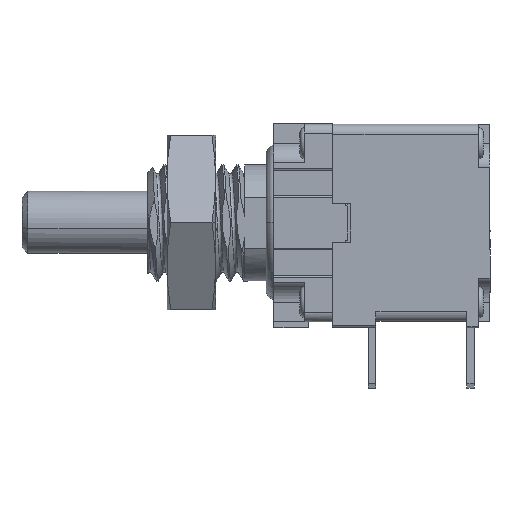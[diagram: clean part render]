
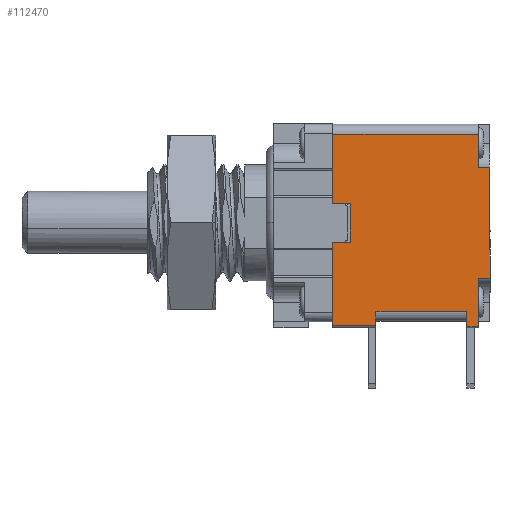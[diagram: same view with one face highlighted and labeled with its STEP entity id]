
A CAD part, left-side view. The second image highlights one B-rep face of the part: STEP entity #112470.
In plain terms, the highlighted face is planar.
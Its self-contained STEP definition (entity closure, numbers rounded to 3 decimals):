
#78510=CARTESIAN_POINT('',(10.16,9.66,-3.05));
#78520=VERTEX_POINT('',#78510);
#78550=CARTESIAN_POINT('',(10.16,0.,-3.05));
#78560=DIRECTION('',(0.,-1.,0.));
#78570=VECTOR('',#78560,1.);
#78580=LINE('',#78550,#78570);
#78590=CARTESIAN_POINT('',(10.16,7.88,-3.05));
#78600=VERTEX_POINT('',#78590);
#78610=EDGE_CURVE('',#78520,#78600,#78580,.T.);
#84450=CARTESIAN_POINT('',(10.16,0.34,-3.05));
#84460=VERTEX_POINT('',#84450);
#84610=CARTESIAN_POINT('',(10.16,2.28,-3.05));
#84620=VERTEX_POINT('',#84610);
#84650=EDGE_CURVE('',#84620,#84460,#78580,.T.);
#84850=CARTESIAN_POINT('',(10.16,4.08,-3.05));
#84860=VERTEX_POINT('',#84850);
#84890=CARTESIAN_POINT('',(10.16,3.78,-3.05));
#84900=VERTEX_POINT('',#84890);
#84910=EDGE_CURVE('',#84860,#84900,#78580,.T.);
#85410=CARTESIAN_POINT('',(10.16,6.38,-3.05));
#85420=VERTEX_POINT('',#85410);
#85450=CARTESIAN_POINT('',(10.16,6.08,-3.05));
#85460=VERTEX_POINT('',#85450);
#85470=EDGE_CURVE('',#85420,#85460,#78580,.T.);
#109310=CARTESIAN_POINT('',(10.16,6.08,-3.95));
#109320=VERTEX_POINT('',#109310);
#109370=CARTESIAN_POINT('',(10.16,0.,-3.95));
#109380=DIRECTION('',(0.,1.,0.));
#109390=VECTOR('',#109380,1.);
#109400=LINE('',#109370,#109390);
#109410=CARTESIAN_POINT('',(10.16,4.08,-3.95));
#109420=VERTEX_POINT('',#109410);
#109430=EDGE_CURVE('',#109420,#109320,#109400,.T.);
#109680=CARTESIAN_POINT('',(10.16,6.08,-3.05));
#109690=DIRECTION('',(0.,0.,1.));
#109700=VECTOR('',#109690,1.);
#109710=LINE('',#109680,#109700);
#109720=EDGE_CURVE('',#109320,#85460,#109710,.T.);
#111100=CARTESIAN_POINT('',(10.16,-0.24,-10.55));
#111110=VERTEX_POINT('',#111100);
#111140=CARTESIAN_POINT('',(10.16,1.814,-10.55));
#111150=DIRECTION('',(0.,1.,0.));
#111160=VECTOR('',#111150,1.);
#111170=LINE('',#111140,#111160);
#111180=CARTESIAN_POINT('',(10.16,2.23,-10.55));
#111190=VERTEX_POINT('',#111180);
#111200=EDGE_CURVE('',#111110,#111190,#111170,.T.);
#111390=CARTESIAN_POINT('',(10.16,0.,-7.61));
#111400=DIRECTION('',(1.,0.,0.));
#111410=DIRECTION('',(0.,1.,0.));
#111420=AXIS2_PLACEMENT_3D('',#111390,#111400,#111410);
#111430=PLANE('',#111420);
#111440=CARTESIAN_POINT('',(10.16,0.,-5.27));
#111450=DIRECTION('',(0.,1.,0.));
#111460=VECTOR('',#111450,1.);
#111470=LINE('',#111440,#111460);
#111480=CARTESIAN_POINT('',(10.16,-0.21,-5.27));
#111490=VERTEX_POINT('',#111480);
#111500=CARTESIAN_POINT('',(10.16,0.5,-5.27));
#111510=VERTEX_POINT('',#111500);
#111520=EDGE_CURVE('',#111490,#111510,#111470,.T.);
#111530=ORIENTED_EDGE('',*,*,#111520,.T.);
#111540=CARTESIAN_POINT('',(10.16,-0.21,-3.05));
#111550=DIRECTION('',(0.,0.,-1.));
#111560=VECTOR('',#111550,1.);
#111570=LINE('',#111540,#111560);
#111580=CARTESIAN_POINT('',(10.16,-0.21,-3.05));
#111590=VERTEX_POINT('',#111580);
#111600=EDGE_CURVE('',#111590,#111490,#111570,.T.);
#111610=ORIENTED_EDGE('',*,*,#111600,.T.);
#111620=CARTESIAN_POINT('',(10.16,1.814,-3.05));
#111630=DIRECTION('',(0.,-1.,0.));
#111640=VECTOR('',#111630,1.);
#111650=LINE('',#111620,#111640);
#111660=EDGE_CURVE('',#84460,#111590,#111650,.T.);
#111670=ORIENTED_EDGE('',*,*,#111660,.T.);
#111680=ORIENTED_EDGE('',*,*,#84650,.T.);
#111690=EDGE_CURVE('',#84900,#84620,#111650,.T.);
#111700=ORIENTED_EDGE('',*,*,#111690,.T.);
#111710=ORIENTED_EDGE('',*,*,#84910,.T.);
#111720=CARTESIAN_POINT('',(10.16,4.08,-3.05));
#111730=DIRECTION('',(0.,0.,-1.));
#111740=VECTOR('',#111730,1.);
#111750=LINE('',#111720,#111740);
#111760=EDGE_CURVE('',#84860,#109420,#111750,.T.);
#111770=ORIENTED_EDGE('',*,*,#111760,.F.);
#111780=ORIENTED_EDGE('',*,*,#109430,.F.);
#111790=ORIENTED_EDGE('',*,*,#109720,.F.);
#111800=ORIENTED_EDGE('',*,*,#85470,.T.);
#111810=EDGE_CURVE('',#78600,#85420,#111650,.T.);
#111820=ORIENTED_EDGE('',*,*,#111810,.T.);
#111830=ORIENTED_EDGE('',*,*,#78610,.T.);
#111840=CARTESIAN_POINT('',(10.16,9.66,-3.05));
#111850=DIRECTION('',(0.,0.,-1.));
#111860=VECTOR('',#111850,1.);
#111870=LINE('',#111840,#111860);
#111880=CARTESIAN_POINT('',(10.16,9.66,-10.55));
#111890=VERTEX_POINT('',#111880);
#111900=EDGE_CURVE('',#78520,#111890,#111870,.T.);
#111910=ORIENTED_EDGE('',*,*,#111900,.F.);
#111920=CARTESIAN_POINT('',(10.16,1.814,-10.55));
#111930=DIRECTION('',(0.,1.,0.));
#111940=VECTOR('',#111930,1.);
#111950=LINE('',#111920,#111940);
#111960=CARTESIAN_POINT('',(10.16,7.93,-10.55));
#111970=VERTEX_POINT('',#111960);
#111980=EDGE_CURVE('',#111970,#111890,#111950,.T.);
#111990=ORIENTED_EDGE('',*,*,#111980,.T.);
#112000=CARTESIAN_POINT('',(10.16,7.93,-7.61));
#112010=DIRECTION('',(0.,0.,-1.));
#112020=VECTOR('',#112010,1.);
#112030=LINE('',#112000,#112020);
#112040=CARTESIAN_POINT('',(10.16,7.93,-11.15));
#112050=VERTEX_POINT('',#112040);
#112060=EDGE_CURVE('',#111970,#112050,#112030,.T.);
#112070=ORIENTED_EDGE('',*,*,#112060,.F.);
#112080=CARTESIAN_POINT('',(10.16,1.814,-11.15));
#112090=DIRECTION('',(0.,1.,0.));
#112100=VECTOR('',#112090,1.);
#112110=LINE('',#112080,#112100);
#112120=CARTESIAN_POINT('',(10.16,2.23,-11.15));
#112130=VERTEX_POINT('',#112120);
#112140=EDGE_CURVE('',#112130,#112050,#112110,.T.);
#112150=ORIENTED_EDGE('',*,*,#112140,.T.);
#112160=CARTESIAN_POINT('',(10.16,2.23,-7.61));
#112170=DIRECTION('',(0.,0.,1.));
#112180=VECTOR('',#112170,1.);
#112190=LINE('',#112160,#112180);
#112200=EDGE_CURVE('',#112130,#111190,#112190,.T.);
#112210=ORIENTED_EDGE('',*,*,#112200,.F.);
#112220=ORIENTED_EDGE('',*,*,#111200,.T.);
#112230=CARTESIAN_POINT('',(10.16,-0.24,-7.61));
#112240=DIRECTION('',(0.,0.,-1.));
#112250=VECTOR('',#112240,1.);
#112260=LINE('',#112230,#112250);
#112270=CARTESIAN_POINT('',(10.16,-0.24,-9.95));
#112280=VERTEX_POINT('',#112270);
#112290=EDGE_CURVE('',#112280,#111110,#112260,.T.);
#112300=ORIENTED_EDGE('',*,*,#112290,.T.);
#112310=CARTESIAN_POINT('',(10.16,1.814,-9.95));
#112320=DIRECTION('',(0.,-1.,0.));
#112330=VECTOR('',#112320,1.);
#112340=LINE('',#112310,#112330);
#112350=CARTESIAN_POINT('',(10.16,0.5,-9.95));
#112360=VERTEX_POINT('',#112350);
#112370=EDGE_CURVE('',#112360,#112280,#112340,.T.);
#112380=ORIENTED_EDGE('',*,*,#112370,.T.);
#112390=CARTESIAN_POINT('',(10.16,0.5,-7.61));
#112400=DIRECTION('',(0.,0.,-1.));
#112410=VECTOR('',#112400,1.);
#112420=LINE('',#112390,#112410);
#112430=EDGE_CURVE('',#111510,#112360,#112420,.T.);
#112440=ORIENTED_EDGE('',*,*,#112430,.T.);
#112450=EDGE_LOOP('',(#112440,#112380,#112300,#112220,#112210,#112150,
#112070,#111990,#111910,#111830,#111820,#111800,#111790,#111780,#111770,
#111710,#111700,#111680,#111670,#111610,#111530));
#112460=FACE_OUTER_BOUND('',#112450,.T.);
#112470=ADVANCED_FACE('',(#112460),#111430,.T.);
